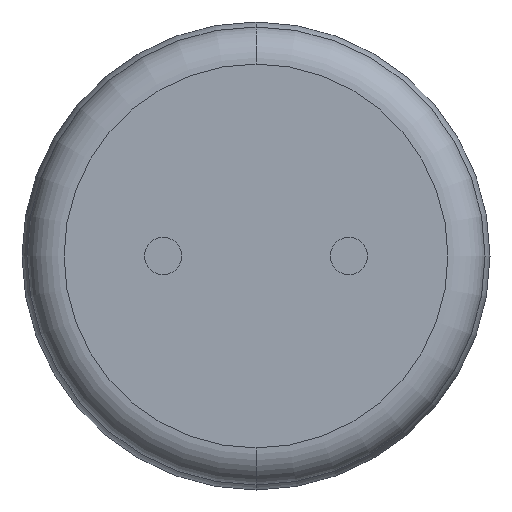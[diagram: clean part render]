
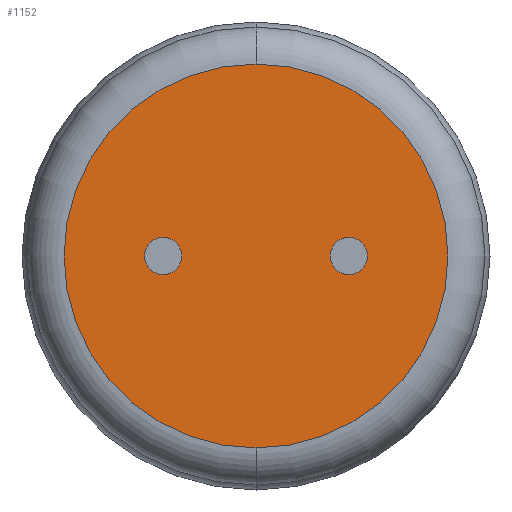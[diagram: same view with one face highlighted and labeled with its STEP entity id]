
A CAD part, front view. The second image highlights one B-rep face of the part: STEP entity #1152.
In plain terms, the highlighted planar face has unit normal (0, -1, 0).
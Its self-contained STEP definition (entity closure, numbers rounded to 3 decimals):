
#46 = FACE_OUTER_BOUND ( 'NONE', #337, .T. ) ;
#54 = FACE_BOUND ( 'NONE', #328, .T. ) ;
#65 = CARTESIAN_POINT ( 'NONE',  ( 0., 0., -2.584 ) ) ;
#96 = DIRECTION ( 'NONE',  ( 0., 0., -1. ) ) ;
#104 = DIRECTION ( 'NONE',  ( 0., -1., 0. ) ) ;
#120 = DIRECTION ( 'NONE',  ( 0., 0., -1. ) ) ;
#160 = DIRECTION ( 'NONE',  ( 0., 0., -1. ) ) ;
#164 = VERTEX_POINT ( 'NONE', #633 ) ;
#200 = CARTESIAN_POINT ( 'NONE',  ( 1.25, 0., 0. ) ) ;
#209 = CARTESIAN_POINT ( 'NONE',  ( 0., 0., 2.584 ) ) ;
#235 = EDGE_CURVE ( 'NONE', #636, #447, #282, .T. ) ;
#257 = EDGE_CURVE ( 'NONE', #447, #636, #410, .T. ) ;
#282 = CIRCLE ( 'NONE', #1013, 0.25 ) ;
#297 = EDGE_LOOP ( 'NONE', ( #1164, #720 ) ) ;
#300 = CARTESIAN_POINT ( 'NONE',  ( 1.25, 0., 0. ) ) ;
#328 = EDGE_LOOP ( 'NONE', ( #954, #1048 ) ) ;
#337 = EDGE_LOOP ( 'NONE', ( #357, #546 ) ) ;
#357 = ORIENTED_EDGE ( 'NONE', *, *, #1112, .T. ) ;
#392 = AXIS2_PLACEMENT_3D ( 'NONE', #445, #831, #630 ) ;
#410 = CIRCLE ( 'NONE', #909, 0.25 ) ;
#425 = CARTESIAN_POINT ( 'NONE',  ( 1., 0., 0. ) ) ;
#445 = CARTESIAN_POINT ( 'NONE',  ( 0., 0., 0. ) ) ;
#447 = VERTEX_POINT ( 'NONE', #956 ) ;
#455 = CIRCLE ( 'NONE', #910, 2.584 ) ;
#462 = EDGE_CURVE ( 'NONE', #164, #610, #1057, .T. ) ;
#471 = DIRECTION ( 'NONE',  ( 0., -1., 0. ) ) ;
#546 = ORIENTED_EDGE ( 'NONE', *, *, #626, .T. ) ;
#558 = FACE_BOUND ( 'NONE', #297, .T. ) ;
#610 = VERTEX_POINT ( 'NONE', #762 ) ;
#626 = EDGE_CURVE ( 'NONE', #665, #713, #455, .T. ) ;
#630 = DIRECTION ( 'NONE',  ( 0., 0., -1. ) ) ;
#633 = CARTESIAN_POINT ( 'NONE',  ( -1.5, 0., 0. ) ) ;
#636 = VERTEX_POINT ( 'NONE', #425 ) ;
#651 = DIRECTION ( 'NONE',  ( 0., 0., -1. ) ) ;
#661 = AXIS2_PLACEMENT_3D ( 'NONE', #1100, #1005, #1188 ) ;
#665 = VERTEX_POINT ( 'NONE', #209 ) ;
#670 = EDGE_CURVE ( 'NONE', #610, #164, #768, .T. ) ;
#713 = VERTEX_POINT ( 'NONE', #65 ) ;
#717 = CARTESIAN_POINT ( 'NONE',  ( 0., 0., 0. ) ) ;
#720 = ORIENTED_EDGE ( 'NONE', *, *, #257, .F. ) ;
#750 = DIRECTION ( 'NONE',  ( 0., -1., 0. ) ) ;
#762 = CARTESIAN_POINT ( 'NONE',  ( -1., 0., 0. ) ) ;
#768 = CIRCLE ( 'NONE', #661, 0.25 ) ;
#785 = AXIS2_PLACEMENT_3D ( 'NONE', #967, #471, #651 ) ;
#795 = DIRECTION ( 'NONE',  ( 0., -1., 0. ) ) ;
#831 = DIRECTION ( 'NONE',  ( 0., -1., 0. ) ) ;
#833 = AXIS2_PLACEMENT_3D ( 'NONE', #844, #750, #160 ) ;
#844 = CARTESIAN_POINT ( 'NONE',  ( 0., 0., 0. ) ) ;
#909 = AXIS2_PLACEMENT_3D ( 'NONE', #300, #1088, #96 ) ;
#910 = AXIS2_PLACEMENT_3D ( 'NONE', #717, #795, #120 ) ;
#954 = ORIENTED_EDGE ( 'NONE', *, *, #670, .F. ) ;
#956 = CARTESIAN_POINT ( 'NONE',  ( 1.5, 0., 0. ) ) ;
#967 = CARTESIAN_POINT ( 'NONE',  ( -1.25, 0., 0. ) ) ;
#1005 = DIRECTION ( 'NONE',  ( 0., -1., 0. ) ) ;
#1013 = AXIS2_PLACEMENT_3D ( 'NONE', #200, #104, #1116 ) ;
#1048 = ORIENTED_EDGE ( 'NONE', *, *, #462, .F. ) ;
#1051 = PLANE ( 'NONE',  #392 ) ;
#1057 = CIRCLE ( 'NONE', #785, 0.25 ) ;
#1088 = DIRECTION ( 'NONE',  ( 0., -1., 0. ) ) ;
#1100 = CARTESIAN_POINT ( 'NONE',  ( -1.25, 0., 0. ) ) ;
#1112 = EDGE_CURVE ( 'NONE', #713, #665, #1237, .T. ) ;
#1116 = DIRECTION ( 'NONE',  ( 0., 0., -1. ) ) ;
#1152 = ADVANCED_FACE ( 'NONE', ( #54, #558, #46 ), #1051, .T. ) ;
#1164 = ORIENTED_EDGE ( 'NONE', *, *, #235, .F. ) ;
#1188 = DIRECTION ( 'NONE',  ( 0., 0., -1. ) ) ;
#1237 = CIRCLE ( 'NONE', #833, 2.584 ) ;
